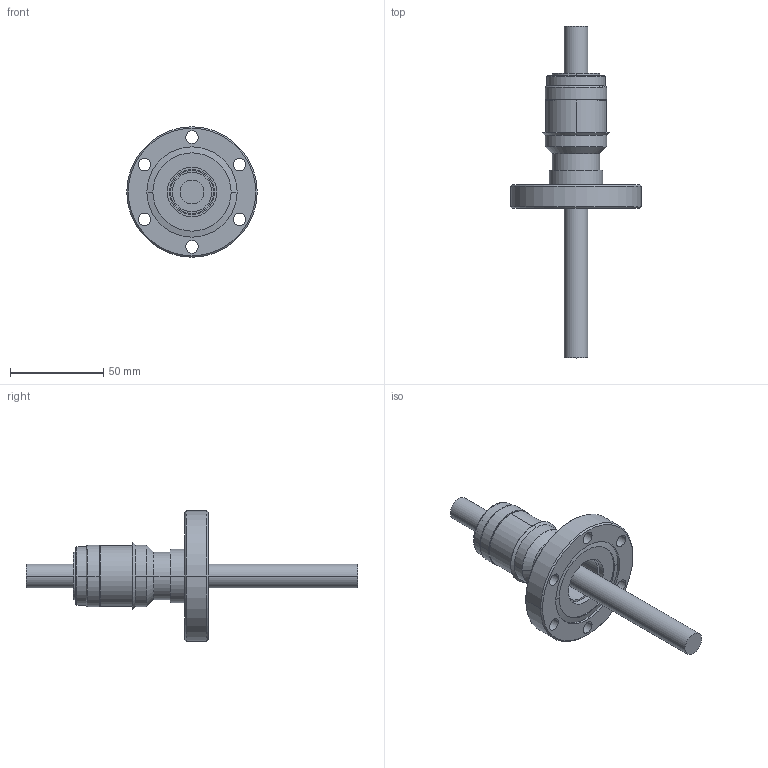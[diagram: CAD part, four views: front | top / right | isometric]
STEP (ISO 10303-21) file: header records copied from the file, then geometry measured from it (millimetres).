
FILE_DESCRIPTION (( 'STEP AP203' ), '1' );
FILE_NAME ('A8206-5-CF.STEP', '2013-06-03T13:15:53', ( '' ), ( '' ), 'SwSTEP 2.0', 'SolidWorks 2012', '' );
FILE_SCHEMA (( 'CONFIG_CONTROL_DESIGN' ));
Length unit declared in the file: inch
Products named in the file (1): A8206-5-CF
Bounding box: 69.85 x 177.8 x 69.85 mm (x, y, z)
Volume: 76997.1 mm3; surface area: 32032.8 mm2
Topology: 1 solids, 1 shells, 99 faces, 228 edges, 144 vertices
Faces by surface type: cylinder 54, cone 24, plane 15, torus 6
Entity records: 3712 total; most frequent: CARTESIAN_POINT 1245, DIRECTION 562, ORIENTED_EDGE 456, AXIS2_PLACEMENT_3D 242, EDGE_CURVE 228, VERTEX_POINT 144, CIRCLE 142, EDGE_LOOP 124
